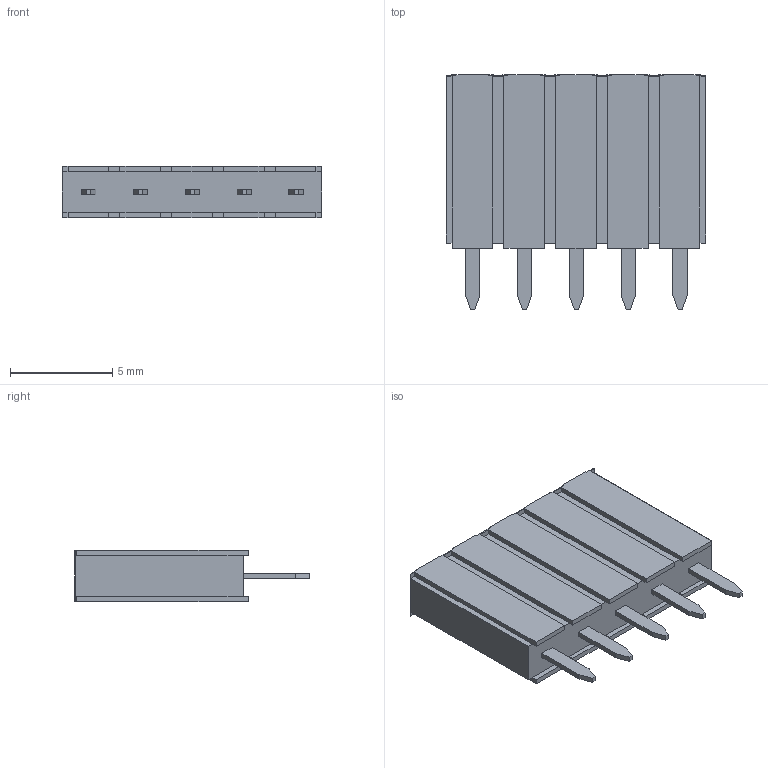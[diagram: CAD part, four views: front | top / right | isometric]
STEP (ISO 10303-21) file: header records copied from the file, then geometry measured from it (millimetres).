
FILE_DESCRIPTION(/* description */ (''),/* implementation_level */ '2;1');
FILE_NAME(/* name */ 'FHU-1x5.step',/* time_stamp */ '2022-02-09T09:35:33+09:00',/* author */ (''),/* organization */ (''),/* preprocessor_version */ 'ST-DEVELOPER v18.1',/* originating_system */ 'Autodesk Translation Framework v10.13.0.1454',/* authorisation */ '');
FILE_SCHEMA (('AUTOMOTIVE_DESIGN { 1 0 10303 214 3 1 1 }'));
Length unit declared in the file: millimetre
Products named in the file (1): FHUシリーズ
Bounding box: 12.7 x 11.5 x 2.5 mm (x, y, z)
Volume: 218.5 mm3; surface area: 527 mm2
Topology: 6 solids, 6 shells, 185 faces, 464 edges, 296 vertices
Faces by surface type: plane 185
Entity records: 5400 total; most frequent: CARTESIAN_POINT 946, ORIENTED_EDGE 928, DIRECTION 836, LINE 464, VECTOR 464, EDGE_CURVE 464, VERTEX_POINT 296, EDGE_LOOP 190
